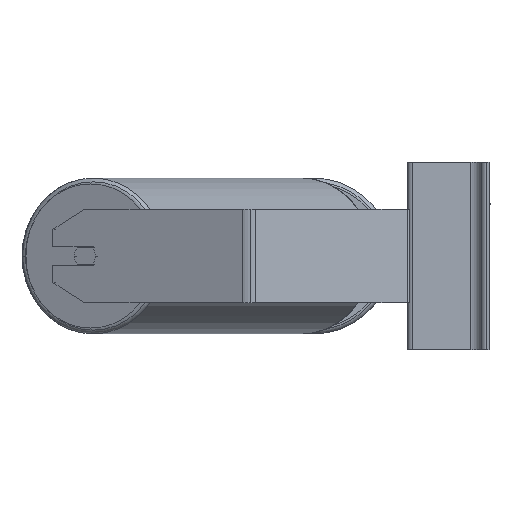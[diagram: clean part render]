
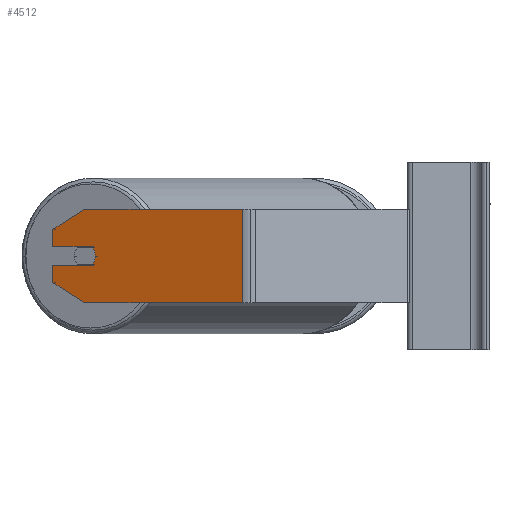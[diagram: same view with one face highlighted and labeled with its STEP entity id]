
A CAD part, left-side view. The second image highlights one B-rep face of the part: STEP entity #4512.
In plain terms, the highlighted planar face has unit normal (-0.906, 0.423, 0).
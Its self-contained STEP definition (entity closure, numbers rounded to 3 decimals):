
#293 = ORIENTED_EDGE ( 'NONE', *, *, #6567, .F. ) ;
#305 = EDGE_CURVE ( 'NONE', #7750, #8672, #10590, .T. ) ;
#375 = CARTESIAN_POINT ( 'NONE',  ( -721.912, 158.488, -40. ) ) ;
#415 = LINE ( 'NONE', #3680, #8523 ) ;
#466 = VECTOR ( 'NONE', #5769, 1000. ) ;
#737 = EDGE_CURVE ( 'NONE', #7410, #4023, #2932, .T. ) ;
#795 = VERTEX_POINT ( 'NONE', #6469 ) ;
#814 = CARTESIAN_POINT ( 'NONE',  ( -646.392, 320.442, 8. ) ) ;
#909 = DIRECTION ( 'NONE',  ( 0.906, -0.423, 0. ) ) ;
#991 = AXIS2_PLACEMENT_3D ( 'NONE', #4301, #1752, #10095 ) ;
#1256 = AXIS2_PLACEMENT_3D ( 'NONE', #1771, #909, #6639 ) ;
#1279 = EDGE_CURVE ( 'NONE', #7410, #795, #4198, .T. ) ;
#1398 = EDGE_LOOP ( 'NONE', ( #1862, #6845, #7428, #7351, #10231, #2824, #8593, #1851, #7782, #293, #4152 ) ) ;
#1573 = VERTEX_POINT ( 'NONE', #9093 ) ;
#1752 = DIRECTION ( 'NONE',  ( -0.906, 0.423, 0. ) ) ;
#1771 = CARTESIAN_POINT ( 'NONE',  ( -646.392, 320.442, 40. ) ) ;
#1784 = DIRECTION ( 'NONE',  ( 0.423, 0.906, 0. ) ) ;
#1851 = ORIENTED_EDGE ( 'NONE', *, *, #2264, .F. ) ;
#1862 = ORIENTED_EDGE ( 'NONE', *, *, #1279, .T. ) ;
#1960 = VERTEX_POINT ( 'NONE', #9181 ) ;
#2144 = LINE ( 'NONE', #2989, #10024 ) ;
#2264 = EDGE_CURVE ( 'NONE', #8672, #5622, #5813, .T. ) ;
#2410 = DIRECTION ( 'NONE',  ( -0.906, 0.423, 0. ) ) ;
#2429 = CARTESIAN_POINT ( 'NONE',  ( -659.07, 293.253, -40. ) ) ;
#2518 = VECTOR ( 'NONE', #6194, 1000. ) ;
#2658 = VECTOR ( 'NONE', #10371, 1000. ) ;
#2816 = DIRECTION ( 'NONE',  ( -0.423, -0.906, 0. ) ) ;
#2824 = ORIENTED_EDGE ( 'NONE', *, *, #7822, .T. ) ;
#2856 = AXIS2_PLACEMENT_3D ( 'NONE', #4696, #2410, #9667 ) ;
#2932 = LINE ( 'NONE', #9447, #2518 ) ;
#2989 = CARTESIAN_POINT ( 'NONE',  ( -646.392, 320.442, 40. ) ) ;
#3237 = DIRECTION ( 'NONE',  ( -0.366, -0.785, -0.5 ) ) ;
#3680 = CARTESIAN_POINT ( 'NONE',  ( -646.392, 320.442, 22.679 ) ) ;
#3682 = EDGE_CURVE ( 'NONE', #1573, #10055, #6878, .T. ) ;
#3743 = CARTESIAN_POINT ( 'NONE',  ( -661.606, 287.815, -8. ) ) ;
#3895 = CARTESIAN_POINT ( 'NONE',  ( -721.912, 158.488, 40. ) ) ;
#4023 = VERTEX_POINT ( 'NONE', #3743 ) ;
#4094 = CARTESIAN_POINT ( 'NONE',  ( -646.392, 320.442, 40. ) ) ;
#4152 = ORIENTED_EDGE ( 'NONE', *, *, #737, .F. ) ;
#4172 = PLANE ( 'NONE',  #1256 ) ;
#4198 = LINE ( 'NONE', #4094, #466 ) ;
#4301 = CARTESIAN_POINT ( 'NONE',  ( -659.07, 293.253, 0. ) ) ;
#4340 = CARTESIAN_POINT ( 'NONE',  ( -646.392, 320.442, 8. ) ) ;
#4512 = ADVANCED_FACE ( 'NONE', ( #9846 ), #4172, .F. ) ;
#4690 = DIRECTION ( 'NONE',  ( -0.423, -0.906, 0. ) ) ;
#4696 = CARTESIAN_POINT ( 'NONE',  ( -659.07, 293.253, 0. ) ) ;
#4832 = VECTOR ( 'NONE', #5152, 1000. ) ;
#4907 = CARTESIAN_POINT ( 'NONE',  ( -721.912, 158.488, 40. ) ) ;
#5152 = DIRECTION ( 'NONE',  ( 0., 0., -1. ) ) ;
#5622 = VERTEX_POINT ( 'NONE', #814 ) ;
#5769 = DIRECTION ( 'NONE',  ( 0., 0., -1. ) ) ;
#5813 = LINE ( 'NONE', #4340, #8578 ) ;
#5845 = VECTOR ( 'NONE', #2816, 1000. ) ;
#6005 = CARTESIAN_POINT ( 'NONE',  ( -661.606, 287.815, 8. ) ) ;
#6194 = DIRECTION ( 'NONE',  ( -0.423, -0.906, 0. ) ) ;
#6291 = EDGE_CURVE ( 'NONE', #6441, #10055, #7061, .T. ) ;
#6441 = VERTEX_POINT ( 'NONE', #4907 ) ;
#6469 = CARTESIAN_POINT ( 'NONE',  ( -646.392, 320.442, -22.679 ) ) ;
#6567 = EDGE_CURVE ( 'NONE', #4023, #7750, #10113, .T. ) ;
#6639 = DIRECTION ( 'NONE',  ( 0.423, 0.906, 0. ) ) ;
#6845 = ORIENTED_EDGE ( 'NONE', *, *, #7175, .T. ) ;
#6878 = LINE ( 'NONE', #10189, #5845 ) ;
#6954 = DIRECTION ( 'NONE',  ( 0.366, 0.785, -0.5 ) ) ;
#7061 = LINE ( 'NONE', #3895, #2658 ) ;
#7175 = EDGE_CURVE ( 'NONE', #795, #1573, #8123, .T. ) ;
#7351 = ORIENTED_EDGE ( 'NONE', *, *, #6291, .F. ) ;
#7410 = VERTEX_POINT ( 'NONE', #10277 ) ;
#7428 = ORIENTED_EDGE ( 'NONE', *, *, #3682, .T. ) ;
#7747 = CARTESIAN_POINT ( 'NONE',  ( -646.392, 320.442, 22.679 ) ) ;
#7750 = VERTEX_POINT ( 'NONE', #10471 ) ;
#7782 = ORIENTED_EDGE ( 'NONE', *, *, #305, .F. ) ;
#7822 = EDGE_CURVE ( 'NONE', #1960, #8396, #415, .T. ) ;
#8123 = LINE ( 'NONE', #2429, #9013 ) ;
#8396 = VERTEX_POINT ( 'NONE', #7747 ) ;
#8523 = VECTOR ( 'NONE', #6954, 1000. ) ;
#8578 = VECTOR ( 'NONE', #1784, 1000. ) ;
#8593 = ORIENTED_EDGE ( 'NONE', *, *, #9938, .T. ) ;
#8672 = VERTEX_POINT ( 'NONE', #6005 ) ;
#9013 = VECTOR ( 'NONE', #3237, 1000. ) ;
#9093 = CARTESIAN_POINT ( 'NONE',  ( -659.07, 293.253, -40. ) ) ;
#9181 = CARTESIAN_POINT ( 'NONE',  ( -659.07, 293.253, 40. ) ) ;
#9362 = LINE ( 'NONE', #10058, #4832 ) ;
#9447 = CARTESIAN_POINT ( 'NONE',  ( -646.392, 320.442, -8. ) ) ;
#9667 = DIRECTION ( 'NONE',  ( -0.423, -0.906, 0. ) ) ;
#9846 = FACE_OUTER_BOUND ( 'NONE', #1398, .T. ) ;
#9938 = EDGE_CURVE ( 'NONE', #8396, #5622, #9362, .T. ) ;
#10024 = VECTOR ( 'NONE', #4690, 1000. ) ;
#10055 = VERTEX_POINT ( 'NONE', #375 ) ;
#10058 = CARTESIAN_POINT ( 'NONE',  ( -646.392, 320.442, 40. ) ) ;
#10095 = DIRECTION ( 'NONE',  ( -0.423, -0.906, 0. ) ) ;
#10113 = CIRCLE ( 'NONE', #991, 10. ) ;
#10189 = CARTESIAN_POINT ( 'NONE',  ( -646.392, 320.442, -40. ) ) ;
#10231 = ORIENTED_EDGE ( 'NONE', *, *, #10530, .F. ) ;
#10277 = CARTESIAN_POINT ( 'NONE',  ( -646.392, 320.442, -8. ) ) ;
#10371 = DIRECTION ( 'NONE',  ( 0., 0., -1. ) ) ;
#10471 = CARTESIAN_POINT ( 'NONE',  ( -663.296, 284.19, 0. ) ) ;
#10530 = EDGE_CURVE ( 'NONE', #1960, #6441, #2144, .T. ) ;
#10590 = CIRCLE ( 'NONE', #2856, 10. ) ;
